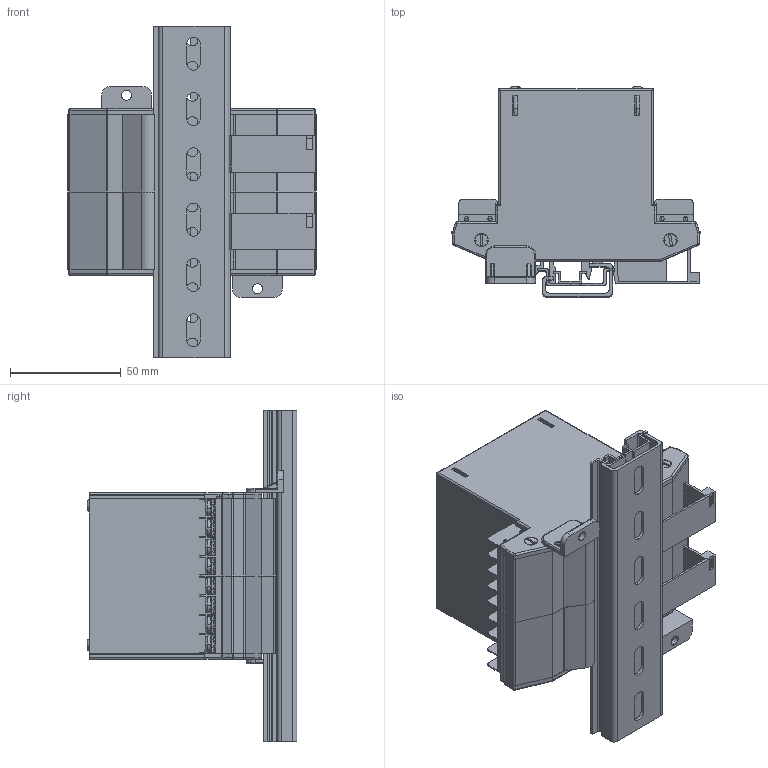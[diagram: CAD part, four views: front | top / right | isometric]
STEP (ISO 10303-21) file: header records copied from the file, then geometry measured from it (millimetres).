
FILE_DESCRIPTION (( 'STEP AP214' ), '1' );
FILE_NAME ('UE-070.STEP', '2022-01-17T12:18:16', ( '' ), ( '' ), 'SwSTEP 2.0', 'SolidWorks 2017', '' );
FILE_SCHEMA (( 'AUTOMOTIVE_DESIGN' ));
Length unit declared in the file: millimetre
Products named in the file (99): Terminal sheetmetal; Terminal Washer; Top Cover Screw; Terminal Plastic; Base PCB UE 070; Terminal Screw; Spacer Piece; End Piece UE; Terminal Block; Horizontal PCB UE-070; End Plate Screw; Vertical PCB UE; High Bracket UBRH; Rail-G-70 Profile; Pin 070 Solid; Foot Piece; Top cover 70; Pin 070; Rail-35-70; Rail-15-70; UE-070
Assembly tree (43 placements, depth 3):
  Terminal sheetmetal
  Terminal Washer
  Top Cover Screw
  Terminal Plastic
  Terminal Washer
Bounding box: 112.5 x 94.8 x 150 mm (x, y, z)
Volume: 187915.6 mm3; surface area: 241969.2 mm2
Topology: 78 solids, 78 shells, 4187 faces, 11119 edges, 7122 vertices
Faces by surface type: plane 2497, cylinder 1422, torus 132, cone 100, sphere 20, bspline 16
Entity records: 46317 total; most frequent: CARTESIAN_POINT 8426, DIRECTION 7551, ORIENTED_EDGE 7524, EDGE_CURVE 3762, VECTOR 2611, LINE 2611, AXIS2_PLACEMENT_3D 2470, VERTEX_POINT 2445
